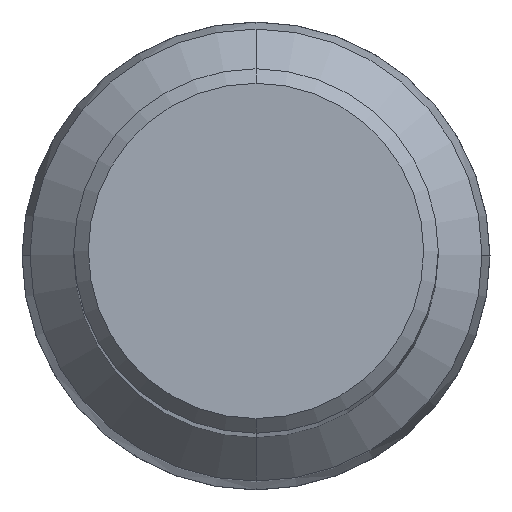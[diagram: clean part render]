
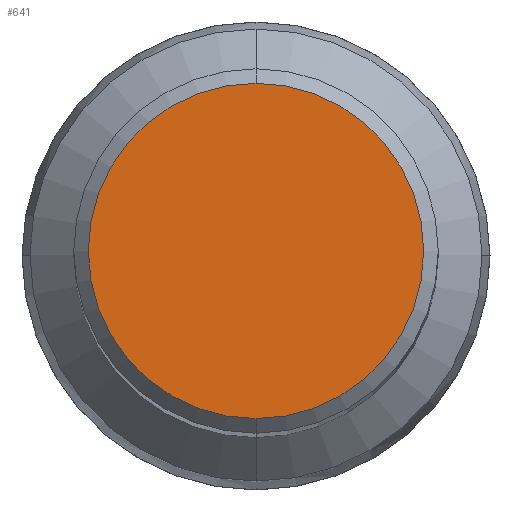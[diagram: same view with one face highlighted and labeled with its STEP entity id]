
A CAD part, top view. The second image highlights one B-rep face of the part: STEP entity #641.
In plain terms, the highlighted planar face has unit normal (0, 0, 1).
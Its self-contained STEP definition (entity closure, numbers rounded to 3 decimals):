
#491=VERTEX_POINT('',#1008);
#525=VERTEX_POINT('',#1046);
#535=EDGE_CURVE('',#491,#525,#1056,.T.);
#555=EDGE_CURVE('',#525,#491,#1081,.T.);
#641=ADVANCED_FACE('',(#1175),#1176,.T.);
#1008=CARTESIAN_POINT('',(0.0,11.5,0.0));
#1046=CARTESIAN_POINT('',(0.,-11.5,0.0));
#1056=CIRCLE('',#1813,11.5);
#1081=CIRCLE('',#1840,11.5);
#1175=FACE_OUTER_BOUND('',#2006,.T.);
#1176=PLANE('',#2007);
#1813=AXIS2_PLACEMENT_3D('',#2584,#2585,#2586);
#1840=AXIS2_PLACEMENT_3D('',#2638,#2639,#2640);
#2006=EDGE_LOOP('',(#2767,#2768));
#2007=AXIS2_PLACEMENT_3D('',#2769,#2770,#2771);
#2584=CARTESIAN_POINT('',(0.0,0.0,0.0));
#2585=DIRECTION('',(0.0,0.0,-1.0));
#2586=DIRECTION('',(0.0,1.0,0.0));
#2638=CARTESIAN_POINT('',(0.0,0.0,0.0));
#2639=DIRECTION('',(0.0,0.0,-1.0));
#2640=DIRECTION('',(0.0,1.0,0.0));
#2767=ORIENTED_EDGE('',*,*,#535,.F.);
#2768=ORIENTED_EDGE('',*,*,#555,.F.);
#2769=CARTESIAN_POINT('',(0.0,5.75,0.0));
#2770=DIRECTION('',(-0.0,0.0,1.0));
#2771=DIRECTION('',(0.0,-1.0,0.0));
